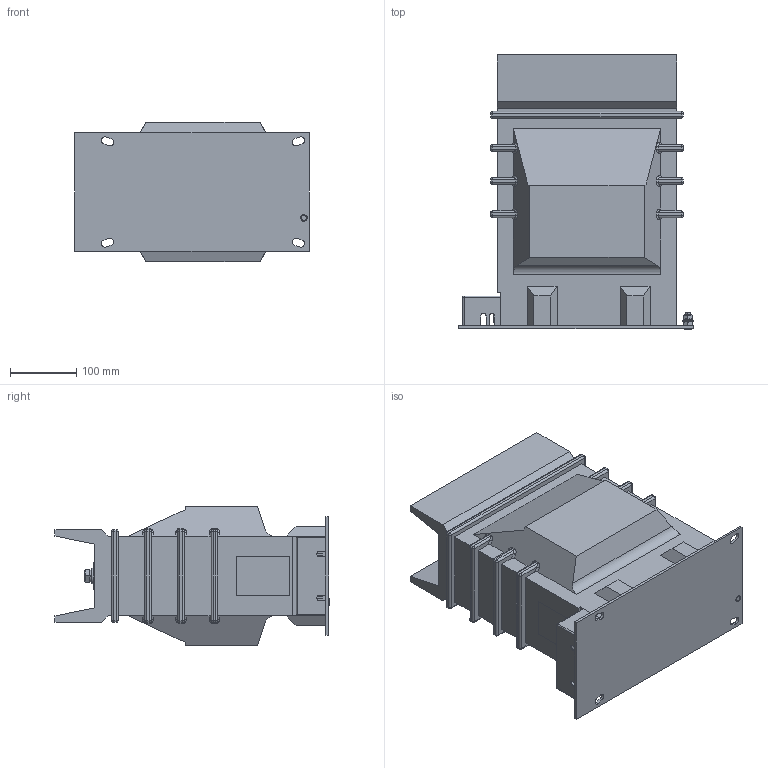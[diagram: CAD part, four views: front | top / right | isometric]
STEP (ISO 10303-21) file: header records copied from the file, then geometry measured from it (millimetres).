
FILE_DESCRIPTION (( 'STEP AP214' ), '1' );
FILE_NAME ('ﾒﾋﾊ-ﾑﾒ-35-1ﾌ_ﾒﾎﾋ-ﾑﾒ-35-1ﾌ.STEP', '2023-08-09T20:04:59', ( '' ), ( '' ), 'SwSTEP 2.0', 'SolidWorks 2019', '' );
FILE_SCHEMA (( 'AUTOMOTIVE_DESIGN' ));
Length unit declared in the file: millimetre
Products named in the file (1): ﾒﾋﾊ-ﾑﾒ-35-1ﾌ_ﾒﾎﾋ-ﾑﾒ-35-1ﾌ
Bounding box: 353 x 412.6 x 210 mm (x, y, z)
Volume: 15259412.1 mm3; surface area: 599763.2 mm2
Topology: 31 solids, 31 shells, 996 faces, 2496 edges, 1566 vertices
Faces by surface type: plane 460, cylinder 239, bspline 178, cone 63, sphere 38, torus 18
Entity records: 46020 total; most frequent: CARTESIAN_POINT 12351, ORIENTED_EDGE 4916, DIRECTION 4138, EDGE_CURVE 2458, VERTEX_POINT 1566, AXIS2_PLACEMENT_3D 1385, LINE 1368, VECTOR 1368
